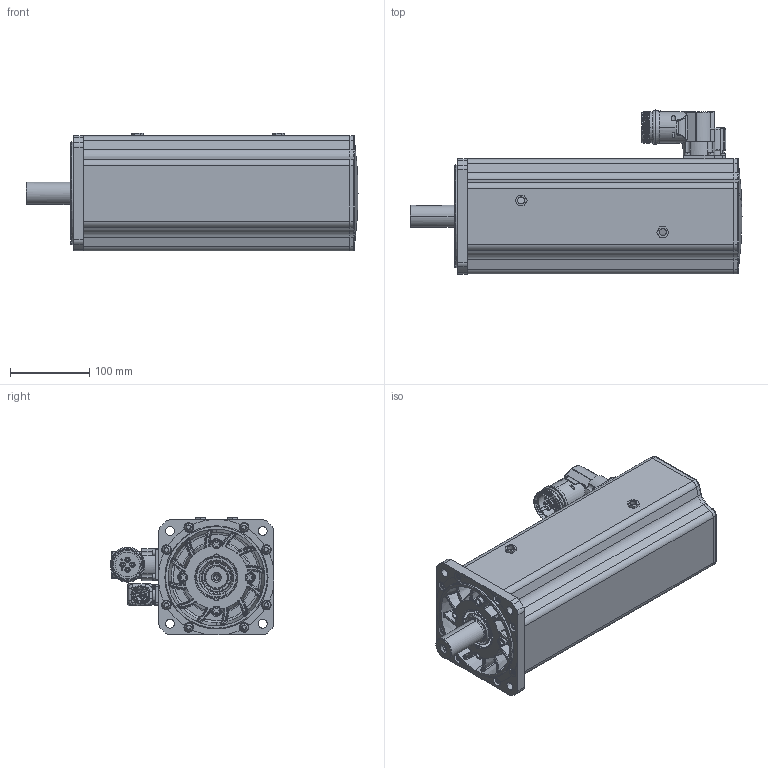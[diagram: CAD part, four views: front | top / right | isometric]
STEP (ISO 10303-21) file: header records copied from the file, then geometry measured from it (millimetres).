
FILE_DESCRIPTION((''),'2;1');
FILE_NAME('U30740C153_50860N-0','2016-06-04T',('zhangyanli'),(''),'PRO/ENGINEER BY PARAMETRIC TECHNOLOGY CORPORATION, 2010430','PRO/ENGINEER BY PARAMETRIC TECHNOLOGY CORPORATION, 2010430','');
FILE_SCHEMA(('CONFIG_CONTROL_DESIGN'));
Products named in the file (1): U30740C153_50860N-0
Bounding box: 418.2 x 206.5 x 148.5 mm (x, y, z)
Surface area: 312791.6 mm2 (no closed solid volume)
Topology: 0 solids, 97 shells, 842 faces, 2941 edges, 2126 vertices
Faces by surface type: cylinder 238, plane 222, bspline 131, torus 111, cone 98, sphere 42
Entity records: 45673 total; most frequent: CARTESIAN_POINT 21728, DIRECTION 4973, ORIENTED_EDGE 4444, EDGE_CURVE 2937, VERTEX_POINT 2126, AXIS2_PLACEMENT_3D 2027, CIRCLE 1316, EDGE_LOOP 957
